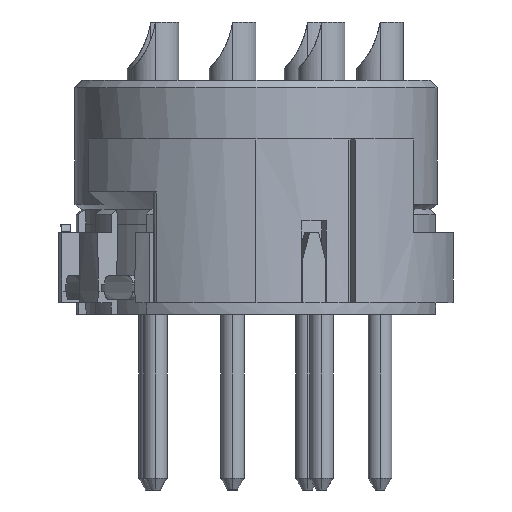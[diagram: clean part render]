
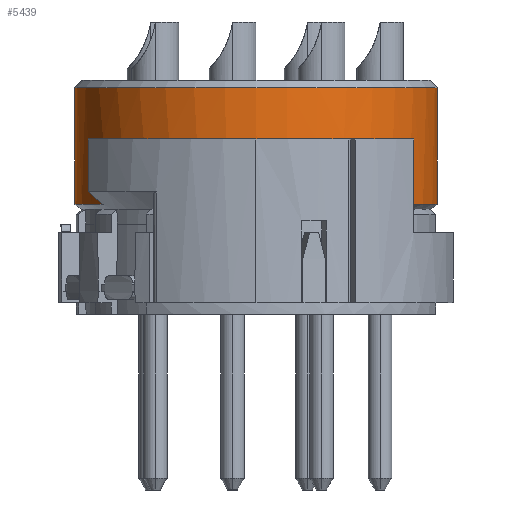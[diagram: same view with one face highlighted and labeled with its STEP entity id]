
A CAD part, left-side view. The second image highlights one B-rep face of the part: STEP entity #5439.
In plain terms, the highlighted cylindrical face has radius 7.75 mm (diameter 15.5 mm), a partial arc.
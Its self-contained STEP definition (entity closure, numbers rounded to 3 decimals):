
#5369=AXIS2_PLACEMENT_3D('Cylinder Axis2P3D',#5366,#5367,#5368) ;
#5391=AXIS2_PLACEMENT_3D('Circle Axis2P3D',#5389,#5390,$) ;
#5405=AXIS2_PLACEMENT_3D('Circle Axis2P3D',#5403,#5404,$) ;
#5419=AXIS2_PLACEMENT_3D('Circle Axis2P3D',#5417,#5418,$) ;
#5366=CARTESIAN_POINT('Axis2P3D Location',(8.5,8.429,12.21)) ;
#5372=CARTESIAN_POINT('Control Point',(1.722,4.671,12.21)) ;
#5373=CARTESIAN_POINT('Control Point',(2.722,2.867,12.21)) ;
#5374=CARTESIAN_POINT('Control Point',(4.368,1.414,12.21)) ;
#5375=CARTESIAN_POINT('Control Point',(6.437,0.679,12.21)) ;
#5376=CARTESIAN_POINT('Control Point',(8.5,0.679,12.21)) ;
#5377=CARTESIAN_POINT('Vertex',(1.722,4.671,12.21)) ;
#5379=CARTESIAN_POINT('Vertex',(8.5,0.679,12.21)) ;
#5382=CARTESIAN_POINT('Line Origine',(8.5,0.679,12.21)) ;
#5386=CARTESIAN_POINT('Vertex',(8.5,0.679,17.2)) ;
#5389=CARTESIAN_POINT('Axis2P3D Location',(8.5,8.429,17.2)) ;
#5393=CARTESIAN_POINT('Vertex',(8.5,16.179,17.2)) ;
#5396=CARTESIAN_POINT('Line Origine',(8.5,16.179,12.21)) ;
#5400=CARTESIAN_POINT('Vertex',(8.5,16.179,12.21)) ;
#5403=CARTESIAN_POINT('Axis2P3D Location',(8.5,8.429,12.21)) ;
#5407=CARTESIAN_POINT('Vertex',(4.336,14.965,12.21)) ;
#5410=CARTESIAN_POINT('Line Origine',(4.336,14.965,12.21)) ;
#5414=CARTESIAN_POINT('Vertex',(4.336,14.965,15.)) ;
#5417=CARTESIAN_POINT('Axis2P3D Location',(8.5,8.429,15.)) ;
#5421=CARTESIAN_POINT('Vertex',(1.722,4.671,15.)) ;
#5424=CARTESIAN_POINT('Line Origine',(1.722,4.671,12.21)) ;
#5367=DIRECTION('Axis2P3D Direction',(0.,0.,1.)) ;
#5368=DIRECTION('Axis2P3D XDirection',(0.,1.,0.)) ;
#5383=DIRECTION('Vector Direction',(0.,0.,1.)) ;
#5390=DIRECTION('Axis2P3D Direction',(0.,0.,1.)) ;
#5397=DIRECTION('Vector Direction',(0.,0.,1.)) ;
#5404=DIRECTION('Axis2P3D Direction',(0.,0.,1.)) ;
#5411=DIRECTION('Vector Direction',(0.,0.,1.)) ;
#5418=DIRECTION('Axis2P3D Direction',(0.,0.,1.)) ;
#5425=DIRECTION('Vector Direction',(0.,0.,1.)) ;
#5384=VECTOR('Line Direction',#5383,1.) ;
#5398=VECTOR('Line Direction',#5397,1.) ;
#5412=VECTOR('Line Direction',#5411,1.) ;
#5426=VECTOR('Line Direction',#5425,1.) ;
#5430=ORIENTED_EDGE('',*,*,#5381,.T.) ;
#5431=ORIENTED_EDGE('',*,*,#5388,.T.) ;
#5432=ORIENTED_EDGE('',*,*,#5395,.T.) ;
#5433=ORIENTED_EDGE('',*,*,#5402,.F.) ;
#5434=ORIENTED_EDGE('',*,*,#5409,.T.) ;
#5435=ORIENTED_EDGE('',*,*,#5416,.T.) ;
#5436=ORIENTED_EDGE('',*,*,#5423,.T.) ;
#5437=ORIENTED_EDGE('',*,*,#5428,.T.) ;
#5439=ADVANCED_FACE('Hauptkoerper',(#5438),#5370,.T.) ;
#5371=B_SPLINE_CURVE_WITH_KNOTS('',4,(#5372,#5373,#5374,#5375,#5376),.UNSPECIFIED.,.F.,.U.,(5,5),(-4.126,4.126),.UNSPECIFIED.) ;
#5392=CIRCLE('generated circle',#5391,7.75) ;
#5406=CIRCLE('generated circle',#5405,7.75) ;
#5420=CIRCLE('generated circle',#5419,7.75) ;
#5370=CYLINDRICAL_SURFACE('generated cylinder',#5369,7.75) ;
#5381=EDGE_CURVE('',#5378,#5380,#5371,.T.) ;
#5388=EDGE_CURVE('',#5380,#5387,#5385,.T.) ;
#5395=EDGE_CURVE('',#5387,#5394,#5392,.F.) ;
#5402=EDGE_CURVE('',#5401,#5394,#5399,.T.) ;
#5409=EDGE_CURVE('',#5401,#5408,#5406,.T.) ;
#5416=EDGE_CURVE('',#5408,#5415,#5413,.T.) ;
#5423=EDGE_CURVE('',#5415,#5422,#5420,.T.) ;
#5428=EDGE_CURVE('',#5422,#5378,#5427,.F.) ;
#5429=EDGE_LOOP('',(#5430,#5431,#5432,#5433,#5434,#5435,#5436,#5437)) ;
#5438=FACE_OUTER_BOUND('',#5429,.T.) ;
#5385=LINE('Line',#5382,#5384) ;
#5399=LINE('Line',#5396,#5398) ;
#5413=LINE('Line',#5410,#5412) ;
#5427=LINE('Line',#5424,#5426) ;
#5378=VERTEX_POINT('',#5377) ;
#5380=VERTEX_POINT('',#5379) ;
#5387=VERTEX_POINT('',#5386) ;
#5394=VERTEX_POINT('',#5393) ;
#5401=VERTEX_POINT('',#5400) ;
#5408=VERTEX_POINT('',#5407) ;
#5415=VERTEX_POINT('',#5414) ;
#5422=VERTEX_POINT('',#5421) ;
